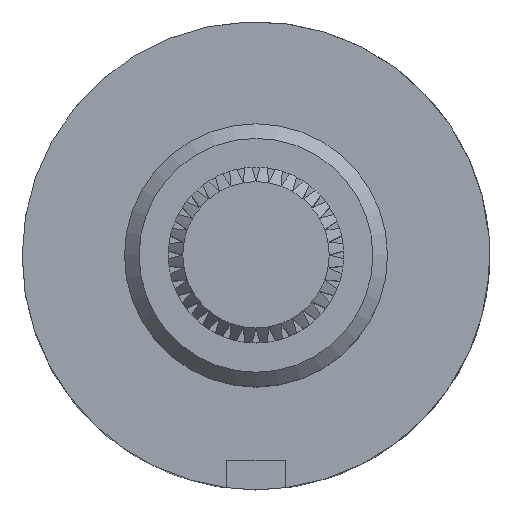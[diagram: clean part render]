
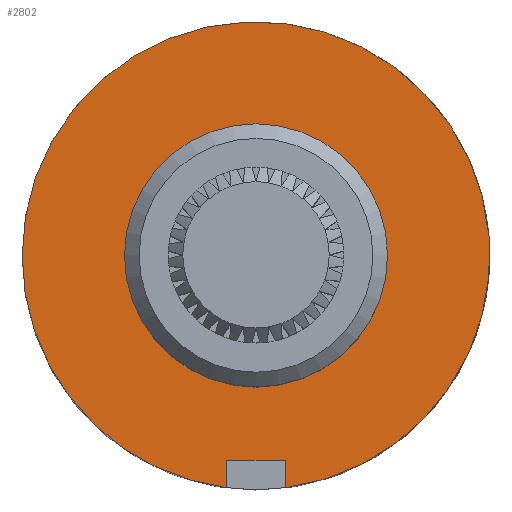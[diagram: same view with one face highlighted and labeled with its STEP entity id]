
A CAD part, top view. The second image highlights one B-rep face of the part: STEP entity #2802.
In plain terms, the highlighted planar face has unit normal (0, 0, 1).
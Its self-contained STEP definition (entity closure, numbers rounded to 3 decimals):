
#16=FACE_BOUND('',#601,.T.);
#256=PLANE('',#3128);
#427=FACE_OUTER_BOUND('',#600,.T.);
#600=EDGE_LOOP('',(#2599,#2600,#2601,#2602,#2603));
#601=EDGE_LOOP('',(#2604));
#620=LINE('',#4010,#822);
#624=LINE('',#4018,#826);
#627=LINE('',#4024,#829);
#822=VECTOR('',#3210,10.);
#826=VECTOR('',#3216,10.);
#829=VECTOR('',#3221,10.);
#1146=CIRCLE('',#3126,4.5);
#1147=CIRCLE('',#3129,8.);
#1148=CIRCLE('',#3130,8.);
#1166=VERTEX_POINT('',#4008);
#1167=VERTEX_POINT('',#4009);
#1170=VERTEX_POINT('',#4017);
#1172=VERTEX_POINT('',#4023);
#1395=VERTEX_POINT('',#4910);
#1396=VERTEX_POINT('',#4915);
#1422=EDGE_CURVE('',#1166,#1167,#620,.T.);
#1426=EDGE_CURVE('',#1167,#1170,#624,.T.);
#1429=EDGE_CURVE('',#1172,#1166,#627,.T.);
#1801=EDGE_CURVE('',#1395,#1395,#1146,.T.);
#1802=EDGE_CURVE('',#1396,#1170,#1147,.T.);
#1803=EDGE_CURVE('',#1172,#1396,#1148,.T.);
#2599=ORIENTED_EDGE('',*,*,#1426,.T.);
#2600=ORIENTED_EDGE('',*,*,#1802,.F.);
#2601=ORIENTED_EDGE('',*,*,#1803,.F.);
#2602=ORIENTED_EDGE('',*,*,#1429,.T.);
#2603=ORIENTED_EDGE('',*,*,#1422,.T.);
#2604=ORIENTED_EDGE('',*,*,#1801,.T.);
#2802=ADVANCED_FACE('',(#427,#16),#256,.T.);
#3126=AXIS2_PLACEMENT_3D('',#4912,#3933,#3934);
#3128=AXIS2_PLACEMENT_3D('',#4914,#3937,#3938);
#3129=AXIS2_PLACEMENT_3D('',#4916,#3939,#3940);
#3130=AXIS2_PLACEMENT_3D('',#4917,#3941,#3942);
#3210=DIRECTION('',(1.,0.,0.));
#3216=DIRECTION('',(0.,-1.,0.));
#3221=DIRECTION('',(0.,1.,0.));
#3933=DIRECTION('center_axis',(0.,0.,-1.));
#3934=DIRECTION('ref_axis',(1.,0.,0.));
#3937=DIRECTION('center_axis',(0.,0.,1.));
#3938=DIRECTION('ref_axis',(1.,0.,0.));
#3939=DIRECTION('center_axis',(0.,0.,-1.));
#3940=DIRECTION('ref_axis',(1.,0.,0.));
#3941=DIRECTION('center_axis',(0.,0.,-1.));
#3942=DIRECTION('ref_axis',(1.,0.,0.));
#4008=CARTESIAN_POINT('',(-1.,-7.,9.6));
#4009=CARTESIAN_POINT('',(1.,-7.,9.6));
#4010=CARTESIAN_POINT('',(0.5,-7.,9.6));
#4017=CARTESIAN_POINT('',(1.,-7.937,9.6));
#4018=CARTESIAN_POINT('',(1.,-3.969,9.6));
#4023=CARTESIAN_POINT('',(-1.,-7.937,9.6));
#4024=CARTESIAN_POINT('',(-1.,-3.5,9.6));
#4910=CARTESIAN_POINT('',(-4.5,0.,9.6));
#4912=CARTESIAN_POINT('Origin',(0.,0.,9.6));
#4914=CARTESIAN_POINT('Origin',(0.,0.,9.6));
#4915=CARTESIAN_POINT('',(-8.,0.,9.6));
#4916=CARTESIAN_POINT('Origin',(0.,0.,9.6));
#4917=CARTESIAN_POINT('Origin',(0.,0.,9.6));
